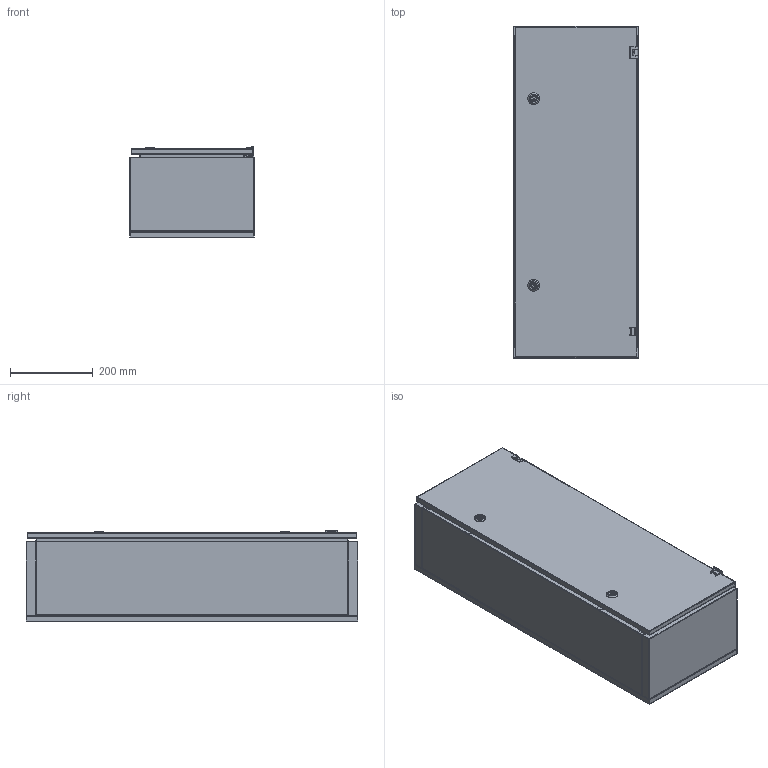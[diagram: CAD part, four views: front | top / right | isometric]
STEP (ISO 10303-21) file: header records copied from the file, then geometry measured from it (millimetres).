
FILE_DESCRIPTION (( 'STEP AP214' ), '1' );
FILE_NAME ('EKO-832.STEP', '2017-06-22T18:31:49', ( '' ), ( '' ), 'SwSTEP 2.0', 'SolidWorks 2017', '' );
FILE_SCHEMA (( 'AUTOMOTIVE_DESIGN' ));
Length unit declared in the file: millimetre
Products named in the file (1): EKO-832
Bounding box: 300 x 800 x 220.88 mm (x, y, z)
Volume: 1243764.3 mm3; surface area: 2445347.2 mm2
Topology: 53 solids, 53 shells, 2538 faces, 6166 edges, 3761 vertices
Faces by surface type: plane 1166, cylinder 792, cone 264, bspline 172, torus 120, sphere 24
Entity records: 88010 total; most frequent: CARTESIAN_POINT 28398, ORIENTED_EDGE 12272, DIRECTION 11798, EDGE_CURVE 6136, AXIS2_PLACEMENT_3D 4185, VERTEX_POINT 3761, VECTOR 3428, LINE 3428
